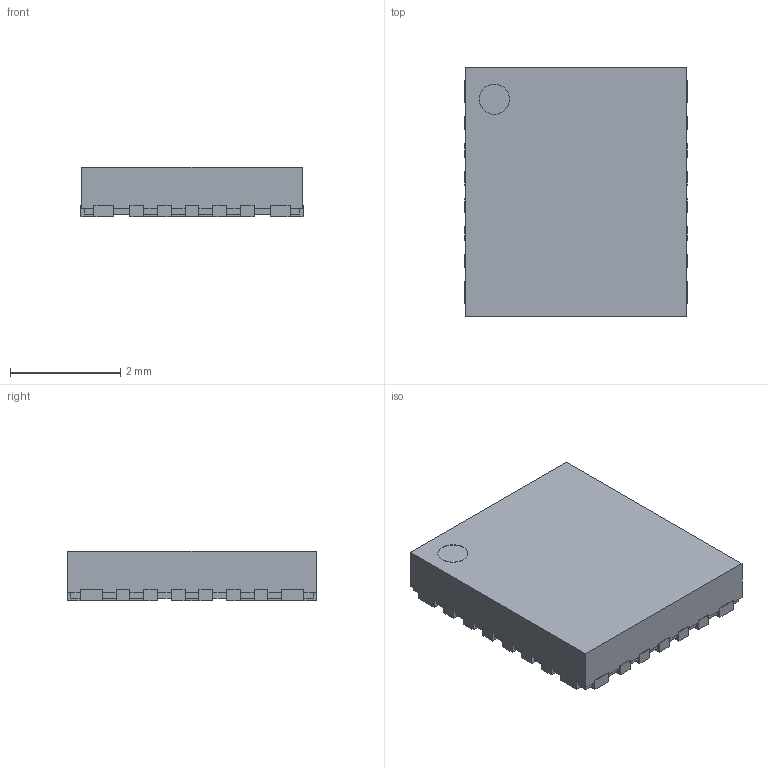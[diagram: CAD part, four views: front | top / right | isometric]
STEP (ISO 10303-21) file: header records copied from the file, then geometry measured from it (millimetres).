
FILE_DESCRIPTION(/* description */ (''),/* implementation_level */ '2;1');
FILE_NAME(/* name */ 'TI VQFN-HR-26 RNF0026C.step',/* time_stamp */ '2026-01-05T12:50:45Z',/* author */ (''),/* organization */ (''),/* preprocessor_version */ 'ST-DEVELOPER v20.1',/* originating_system */ 'Autodesk Translation Framework v14.21.0.0',/* authorisation */ '');
FILE_SCHEMA (('AUTOMOTIVE_DESIGN { 1 0 10303 214 3 1 1 }'));
Length unit declared in the file: millimetre
Products named in the file (1): TI VQFN-HR-26 RNF0026C
Bounding box: 4.02 x 4.52 x 0.9 mm (x, y, z)
Volume: 15.7 mm3; surface area: 54.4 mm2
Topology: 1 solids, 1 shells, 250 faces, 738 edges, 492 vertices
Faces by surface type: plane 237, cylinder 13
Full cylindrical faces by diameter (mm): 0.546 x1
Entity records: 8317 total; most frequent: CARTESIAN_POINT 1481, ORIENTED_EDGE 1476, DIRECTION 1266, EDGE_CURVE 738, LINE 712, VECTOR 712, VERTEX_POINT 492, AXIS2_PLACEMENT_3D 277
